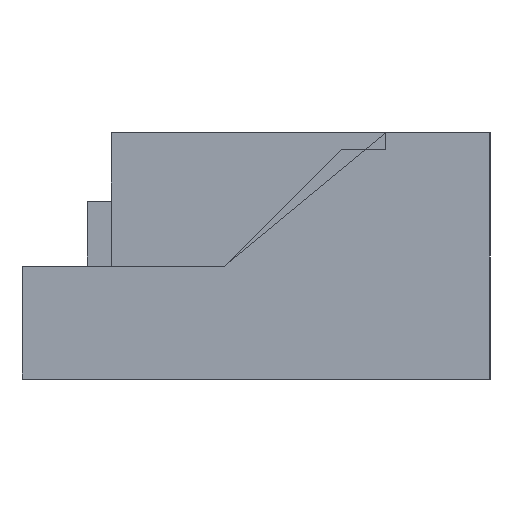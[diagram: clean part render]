
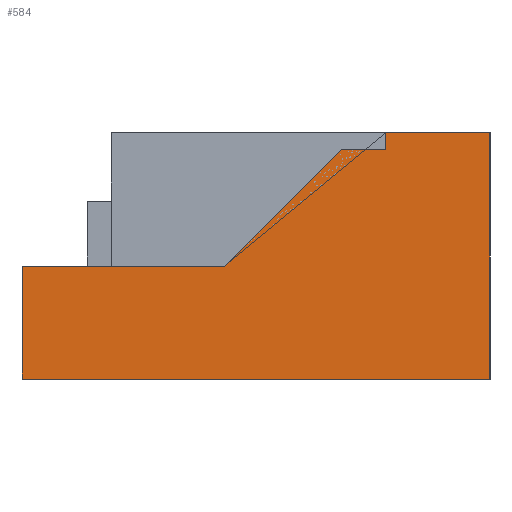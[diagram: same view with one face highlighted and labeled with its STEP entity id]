
A CAD part, left-side view. The second image highlights one B-rep face of the part: STEP entity #584.
In plain terms, the highlighted planar face has unit normal (-1, 0, 0).
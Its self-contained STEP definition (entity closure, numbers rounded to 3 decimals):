
#44=FACE_OUTER_BOUND('',#78,.T.);
#78=EDGE_LOOP('',(#437,#438,#439,#440,#441,#442,#443,#444));
#122=LINE('',#856,#194);
#126=LINE('',#863,#198);
#137=LINE('',#884,#209);
#140=LINE('',#896,#212);
#141=LINE('',#900,#213);
#142=LINE('',#901,#214);
#143=LINE('',#903,#215);
#144=LINE('',#904,#216);
#194=VECTOR('',#690,10.);
#198=VECTOR('',#696,10.);
#209=VECTOR('',#713,10.);
#212=VECTOR('',#724,10.);
#213=VECTOR('',#727,10.);
#214=VECTOR('',#728,10.);
#215=VECTOR('',#729,10.);
#216=VECTOR('',#730,10.);
#264=VERTEX_POINT('',#853);
#265=VERTEX_POINT('',#855);
#267=VERTEX_POINT('',#862);
#273=VERTEX_POINT('',#880);
#274=VERTEX_POINT('',#882);
#280=VERTEX_POINT('',#898);
#281=VERTEX_POINT('',#899);
#282=VERTEX_POINT('',#902);
#320=EDGE_CURVE('',#264,#265,#122,.T.);
#324=EDGE_CURVE('',#265,#267,#126,.T.);
#335=EDGE_CURVE('',#274,#273,#137,.T.);
#341=EDGE_CURVE('',#274,#267,#140,.T.);
#342=EDGE_CURVE('',#280,#281,#141,.T.);
#343=EDGE_CURVE('',#273,#281,#142,.T.);
#344=EDGE_CURVE('',#264,#282,#143,.T.);
#345=EDGE_CURVE('',#282,#280,#144,.T.);
#437=ORIENTED_EDGE('',*,*,#342,.T.);
#438=ORIENTED_EDGE('',*,*,#343,.F.);
#439=ORIENTED_EDGE('',*,*,#335,.F.);
#440=ORIENTED_EDGE('',*,*,#341,.T.);
#441=ORIENTED_EDGE('',*,*,#324,.F.);
#442=ORIENTED_EDGE('',*,*,#320,.F.);
#443=ORIENTED_EDGE('',*,*,#344,.T.);
#444=ORIENTED_EDGE('',*,*,#345,.T.);
#556=PLANE('',#634);
#584=ADVANCED_FACE('',(#44),#556,.T.);
#634=AXIS2_PLACEMENT_3D('',#897,#725,#726);
#690=DIRECTION('',(0.,0.,1.));
#696=DIRECTION('',(0.,-1.,0.));
#713=DIRECTION('',(0.,1.,0.));
#724=DIRECTION('',(0.,0.,1.));
#725=DIRECTION('center_axis',(-1.,0.,0.));
#726=DIRECTION('ref_axis',(0.,-1.,0.));
#727=DIRECTION('',(0.,1.,0.));
#728=DIRECTION('',(0.,0.,1.));
#729=DIRECTION('',(0.,1.,0.));
#730=DIRECTION('',(0.,0.707,-0.707));
#853=CARTESIAN_POINT('',(-6.184,-53.9,3.22));
#855=CARTESIAN_POINT('',(-6.184,-53.9,3.42));
#856=CARTESIAN_POINT('',(-6.184,-53.9,1.52));
#862=CARTESIAN_POINT('',(-6.184,-55.192,3.42));
#863=CARTESIAN_POINT('',(-6.184,-24.696,3.42));
#880=CARTESIAN_POINT('',(-6.184,-49.392,0.37));
#882=CARTESIAN_POINT('',(-6.184,-55.192,0.37));
#884=CARTESIAN_POINT('',(-6.184,-55.192,0.37));
#896=CARTESIAN_POINT('',(-6.184,-55.192,1.77));
#897=CARTESIAN_POINT('Origin',(-6.184,-49.392,1.77));
#898=CARTESIAN_POINT('',(-6.184,-51.9,1.77));
#899=CARTESIAN_POINT('',(-6.184,-49.392,1.77));
#900=CARTESIAN_POINT('',(-6.184,3.001,1.77));
#901=CARTESIAN_POINT('',(-6.184,-49.392,1.77));
#902=CARTESIAN_POINT('',(-6.184,-53.35,3.22));
#903=CARTESIAN_POINT('',(-6.184,-24.696,3.22));
#904=CARTESIAN_POINT('',(-6.184,-51.636,1.506));
